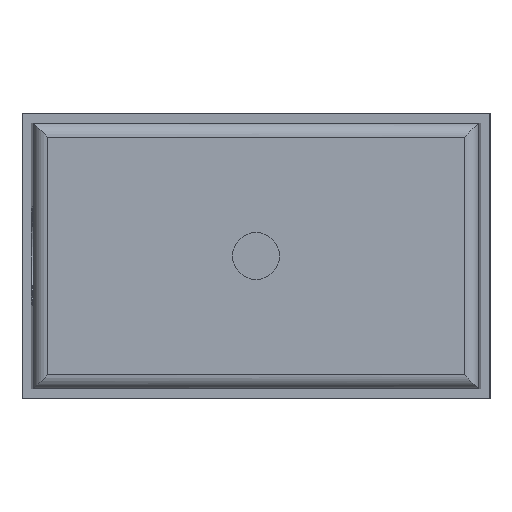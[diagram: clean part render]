
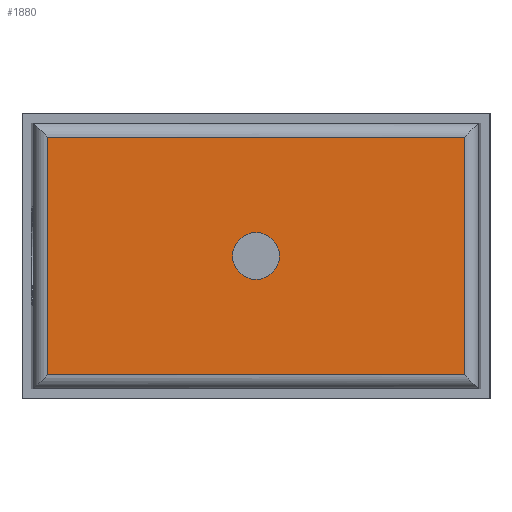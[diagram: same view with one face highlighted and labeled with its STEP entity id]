
A CAD part, left-side view. The second image highlights one B-rep face of the part: STEP entity #1880.
In plain terms, the highlighted planar face has unit normal (-1, 0, 0).
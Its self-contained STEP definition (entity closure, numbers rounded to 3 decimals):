
#45=LINE('',#2923,#185);
#46=LINE('',#2926,#186);
#47=LINE('',#2928,#187);
#48=LINE('',#2930,#188);
#185=VECTOR('',#2269,1000.);
#186=VECTOR('',#2270,1000.);
#187=VECTOR('',#2271,1000.);
#188=VECTOR('',#2272,1000.);
#325=PLANE('',#2016);
#385=ORIENTED_EDGE('',*,*,#913,.F.);
#386=ORIENTED_EDGE('',*,*,#914,.F.);
#387=ORIENTED_EDGE('',*,*,#915,.F.);
#388=ORIENTED_EDGE('',*,*,#916,.T.);
#389=ORIENTED_EDGE('',*,*,#917,.T.);
#913=EDGE_CURVE('',#1177,#1177,#1366,.F.);
#914=EDGE_CURVE('',#1178,#1179,#45,.T.);
#915=EDGE_CURVE('',#1180,#1178,#46,.T.);
#916=EDGE_CURVE('',#1180,#1181,#47,.T.);
#917=EDGE_CURVE('',#1181,#1179,#48,.T.);
#1177=VERTEX_POINT('',#2922);
#1178=VERTEX_POINT('',#2924);
#1179=VERTEX_POINT('',#2925);
#1180=VERTEX_POINT('',#2927);
#1181=VERTEX_POINT('',#2929);
#1366=CIRCLE('',#2017,2.5);
#1472=EDGE_LOOP('',(#385));
#1473=EDGE_LOOP('',(#386,#387,#388,#389));
#1648=FACE_BOUND('',#1472,.T.);
#1649=FACE_BOUND('',#1473,.T.);
#1880=ADVANCED_FACE('',(#1648,#1649),#325,.F.);
#2016=AXIS2_PLACEMENT_3D('',#2920,#2265,#2266);
#2017=AXIS2_PLACEMENT_3D('',#2921,#2267,#2268);
#2265=DIRECTION('',(1.,0.,0.));
#2266=DIRECTION('',(0.,0.,-1.));
#2267=DIRECTION('',(1.,0.,0.));
#2268=DIRECTION('',(0.,0.,-1.));
#2269=DIRECTION('',(0.,0.,-1.));
#2270=DIRECTION('',(0.,-1.,0.));
#2271=DIRECTION('',(0.,0.,-1.));
#2272=DIRECTION('',(0.,-1.,0.));
#2920=CARTESIAN_POINT('',(-69.,47.29,15.2));
#2921=CARTESIAN_POINT('',(-69.,25.,0.));
#2922=CARTESIAN_POINT('',(-69.,25.,-2.5));
#2923=CARTESIAN_POINT('',(-69.,2.71,15.2));
#2924=CARTESIAN_POINT('',(-69.,2.71,12.7));
#2925=CARTESIAN_POINT('',(-69.,2.71,-12.7));
#2926=CARTESIAN_POINT('',(-69.,50.,12.7));
#2927=CARTESIAN_POINT('',(-69.,47.29,12.7));
#2928=CARTESIAN_POINT('',(-69.,47.29,15.2));
#2929=CARTESIAN_POINT('',(-69.,47.29,-12.7));
#2930=CARTESIAN_POINT('',(-69.,50.,-12.7));
